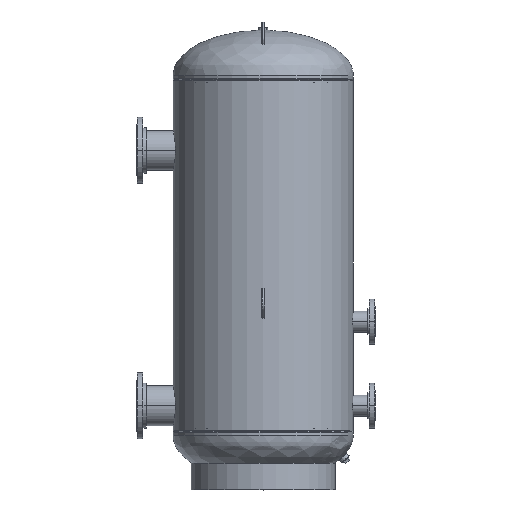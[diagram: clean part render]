
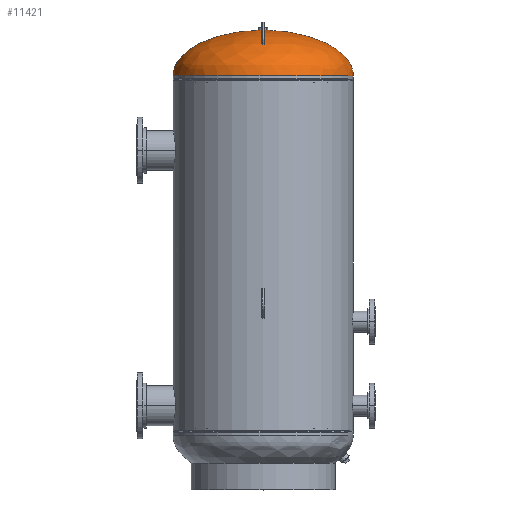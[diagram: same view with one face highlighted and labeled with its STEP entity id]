
A CAD part, top view. The second image highlights one B-rep face of the part: STEP entity #11421.
In plain terms, the highlighted free-form (B-spline) face has degree [3, 3] with [4, 4] control points.
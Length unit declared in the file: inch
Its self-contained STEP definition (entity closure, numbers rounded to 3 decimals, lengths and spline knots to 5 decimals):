
#10 = VERTEX_POINT ( 'NONE', #532 ) ;
#338 = CARTESIAN_POINT ( 'NONE',  ( 0., 8.36841, 0. ) ) ;
#344 = CARTESIAN_POINT ( 'NONE',  ( 0., 0.788, 0. ) ) ;
#460 = EDGE_CURVE ( 'NONE', #11001, #8911, #736, .T. ) ;
#532 = CARTESIAN_POINT ( 'NONE',  ( 0., 8.36841, 0.625 ) ) ;
#734 = EDGE_CURVE ( 'NONE', #8911, #12435, #13894, .T. ) ;
#736 =( BOUNDED_CURVE ( )  B_SPLINE_CURVE ( 3, ( #14656, #13625, #9816, #12286 ),
 .UNSPECIFIED., .F., .T. ) 
 B_SPLINE_CURVE_WITH_KNOTS ( ( 4, 4 ),
 ( 4.75407, 6.28319 ),
 .UNSPECIFIED. ) 
 CURVE ( )  GEOMETRIC_REPRESENTATION_ITEM ( )  RATIONAL_B_SPLINE_CURVE ( ( 1., 0.814, 0.814, 1. ) ) 
 REPRESENTATION_ITEM ( '' )  );
#811 = CARTESIAN_POINT ( 'NONE',  ( 15., 5.08686, 30. ) ) ;
#1559 = ORIENTED_EDGE ( 'NONE', *, *, #12676, .T. ) ;
#1646 =( BOUNDED_SURFACE ( )  B_SPLINE_SURFACE ( 3, 3, ( 
 ( #5586, #3091, #15116, #10263 ),
 ( #11355, #14882, #4425, #3327 ),
 ( #3171, #7867, #811, #5360 ),
 ( #12843, #11283, #12608, #2137 ) ),
 .UNSPECIFIED., .F., .F., .F. ) 
 B_SPLINE_SURFACE_WITH_KNOTS ( ( 4, 4 ),
 ( 4, 4 ),
 ( 0., 1. ),
 ( 0., 1. ),
 .UNSPECIFIED. ) 
 GEOMETRIC_REPRESENTATION_ITEM ( )  RATIONAL_B_SPLINE_SURFACE ( (
 ( 1., 0.333, 0.333, 1.),
 ( 0.814, 0.271, 0.271, 0.814),
 ( 0.814, 0.271, 0.271, 0.814),
 ( 1., 0.333, 0.333, 1.) ) ) 
 REPRESENTATION_ITEM ( '' )  SURFACE ( )  );
#1665 = DIRECTION ( 'NONE',  ( 0., -1., 0. ) ) ;
#2137 = CARTESIAN_POINT ( 'NONE',  ( 15., 0.788, 0. ) ) ;
#2738 = VERTEX_POINT ( 'NONE', #4150 ) ;
#2910 = CIRCLE ( 'NONE', #14876, 0.625 ) ;
#3091 = CARTESIAN_POINT ( 'NONE',  ( -0.625, 8.36841, 1.25 ) ) ;
#3171 = CARTESIAN_POINT ( 'NONE',  ( -15., 5.08686, 0. ) ) ;
#3327 = CARTESIAN_POINT ( 'NONE',  ( 9.11675, 8.18929, 0. ) ) ;
#3498 = CARTESIAN_POINT ( 'NONE',  ( -0.625, 8.36841, 0. ) ) ;
#3688 = CARTESIAN_POINT ( 'NONE',  ( -15., 0.788, 0. ) ) ;
#4150 = CARTESIAN_POINT ( 'NONE',  ( 0.625, 8.36841, 0. ) ) ;
#4425 = CARTESIAN_POINT ( 'NONE',  ( 9.11675, 8.18929, 18.23349 ) ) ;
#4515 = CARTESIAN_POINT ( 'NONE',  ( 0.625, 8.36841, 0. ) ) ;
#4813 = ORIENTED_EDGE ( 'NONE', *, *, #460, .T. ) ;
#4956 =( BOUNDED_CURVE ( )  B_SPLINE_CURVE ( 3, ( #4515, #14115, #8201, #13878 ),
 .UNSPECIFIED., .F., .T. ) 
 B_SPLINE_CURVE_WITH_KNOTS ( ( 4, 4 ),
 ( 4.75407, 6.28319 ),
 .UNSPECIFIED. ) 
 CURVE ( )  GEOMETRIC_REPRESENTATION_ITEM ( )  RATIONAL_B_SPLINE_CURVE ( ( 1., 0.814, 0.814, 1. ) ) 
 REPRESENTATION_ITEM ( '' )  );
#5002 = EDGE_CURVE ( 'NONE', #2738, #12435, #4956, .T. ) ;
#5360 = CARTESIAN_POINT ( 'NONE',  ( 15., 5.08686, 0. ) ) ;
#5372 = EDGE_LOOP ( 'NONE', ( #8262, #4813, #8954, #11098, #1559 ) ) ;
#5586 = CARTESIAN_POINT ( 'NONE',  ( -0.625, 8.36841, 0. ) ) ;
#7651 = CARTESIAN_POINT ( 'NONE',  ( 0., 8.36841, 0. ) ) ;
#7867 = CARTESIAN_POINT ( 'NONE',  ( -15., 5.08686, 30. ) ) ;
#8201 = CARTESIAN_POINT ( 'NONE',  ( 15., 5.08686, 0. ) ) ;
#8262 = ORIENTED_EDGE ( 'NONE', *, *, #14241, .T. ) ;
#8820 = DIRECTION ( 'NONE',  ( 0., -1., 0. ) ) ;
#8878 = DIRECTION ( 'NONE',  ( 0., 1., 0. ) ) ;
#8911 = VERTEX_POINT ( 'NONE', #3688 ) ;
#8954 = ORIENTED_EDGE ( 'NONE', *, *, #734, .T. ) ;
#9130 = CARTESIAN_POINT ( 'NONE',  ( 15., 0.788, 0. ) ) ;
#9163 = AXIS2_PLACEMENT_3D ( 'NONE', #344, #8878, #10973 ) ;
#9816 = CARTESIAN_POINT ( 'NONE',  ( -15., 5.08686, 0. ) ) ;
#9956 = DIRECTION ( 'NONE',  ( -1., 0., 0. ) ) ;
#10263 = CARTESIAN_POINT ( 'NONE',  ( 0.625, 8.36841, 0. ) ) ;
#10973 = DIRECTION ( 'NONE',  ( -1., 0., 0. ) ) ;
#11001 = VERTEX_POINT ( 'NONE', #3498 ) ;
#11098 = ORIENTED_EDGE ( 'NONE', *, *, #5002, .F. ) ;
#11283 = CARTESIAN_POINT ( 'NONE',  ( -15., 0.788, 30. ) ) ;
#11355 = CARTESIAN_POINT ( 'NONE',  ( -9.11675, 8.18929, 0. ) ) ;
#11421 = ADVANCED_FACE ( 'NONE', ( #15194 ), #1646, .T. ) ;
#12005 = CIRCLE ( 'NONE', #15007, 0.625 ) ;
#12286 = CARTESIAN_POINT ( 'NONE',  ( -15., 0.788, 0. ) ) ;
#12435 = VERTEX_POINT ( 'NONE', #9130 ) ;
#12608 = CARTESIAN_POINT ( 'NONE',  ( 15., 0.788, 30. ) ) ;
#12676 = EDGE_CURVE ( 'NONE', #2738, #10, #12005, .T. ) ;
#12843 = CARTESIAN_POINT ( 'NONE',  ( -15., 0.788, 0. ) ) ;
#13625 = CARTESIAN_POINT ( 'NONE',  ( -9.11675, 8.18929, 0. ) ) ;
#13878 = CARTESIAN_POINT ( 'NONE',  ( 15., 0.788, 0. ) ) ;
#13894 = CIRCLE ( 'NONE', #9163, 15. ) ;
#14115 = CARTESIAN_POINT ( 'NONE',  ( 9.11675, 8.18929, 0. ) ) ;
#14241 = EDGE_CURVE ( 'NONE', #10, #11001, #2910, .T. ) ;
#14656 = CARTESIAN_POINT ( 'NONE',  ( -0.625, 8.36841, 0. ) ) ;
#14676 = DIRECTION ( 'NONE',  ( -1., 0., 0. ) ) ;
#14876 = AXIS2_PLACEMENT_3D ( 'NONE', #7651, #8820, #14676 ) ;
#14882 = CARTESIAN_POINT ( 'NONE',  ( -9.11675, 8.18929, 18.23349 ) ) ;
#15007 = AXIS2_PLACEMENT_3D ( 'NONE', #338, #1665, #9956 ) ;
#15116 = CARTESIAN_POINT ( 'NONE',  ( 0.625, 8.36841, 1.25 ) ) ;
#15194 = FACE_OUTER_BOUND ( 'NONE', #5372, .T. ) ;
